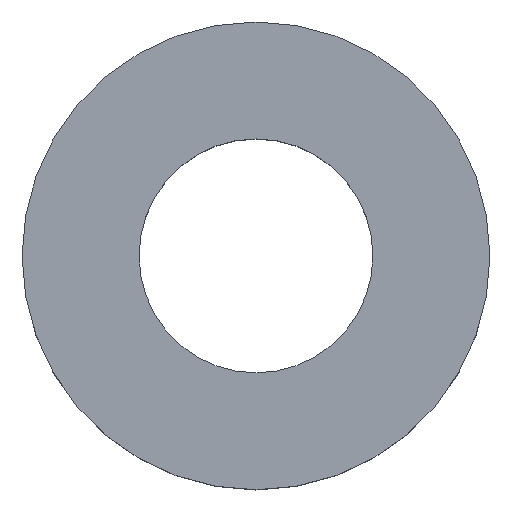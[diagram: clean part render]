
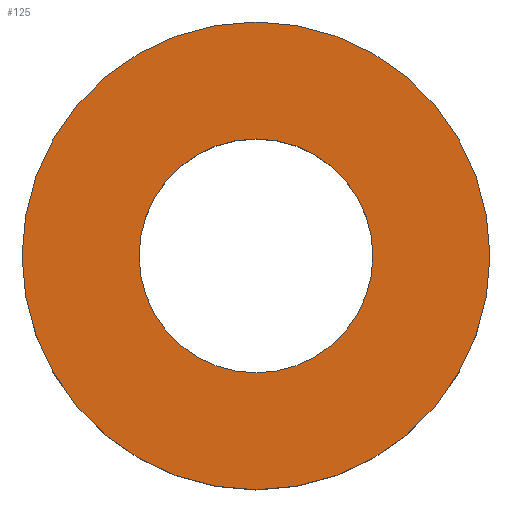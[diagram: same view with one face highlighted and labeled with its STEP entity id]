
A CAD part, top view. The second image highlights one B-rep face of the part: STEP entity #125.
In plain terms, the highlighted planar face has unit normal (0, 0, 1).
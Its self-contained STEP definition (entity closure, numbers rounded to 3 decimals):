
#4 = CIRCLE ( 'NONE', #108, 5.5 ) ;
#12 = DIRECTION ( 'NONE',  ( 1., 0., 0. ) ) ;
#20 = VERTEX_POINT ( 'NONE', #25 ) ;
#25 = CARTESIAN_POINT ( 'NONE',  ( 5.5, 0., 1.5 ) ) ;
#27 = CARTESIAN_POINT ( 'NONE',  ( 0., 0., 1.5 ) ) ;
#29 = CARTESIAN_POINT ( 'NONE',  ( -5.5, 0., 1.5 ) ) ;
#41 = PLANE ( 'NONE',  #113 ) ;
#43 = EDGE_CURVE ( 'NONE', #179, #20, #182, .T. ) ;
#59 = VERTEX_POINT ( 'NONE', #189 ) ;
#73 = ORIENTED_EDGE ( 'NONE', *, *, #204, .F. ) ;
#74 = ORIENTED_EDGE ( 'NONE', *, *, #139, .F. ) ;
#77 = CARTESIAN_POINT ( 'NONE',  ( 0., 0., 1.5 ) ) ;
#94 = VERTEX_POINT ( 'NONE', #171 ) ;
#95 = DIRECTION ( 'NONE',  ( 0., 0., -1. ) ) ;
#98 = DIRECTION ( 'NONE',  ( 1., 0., 0. ) ) ;
#108 = AXIS2_PLACEMENT_3D ( 'NONE', #146, #169, #98 ) ;
#109 = EDGE_CURVE ( 'NONE', #20, #179, #4, .T. ) ;
#111 = CARTESIAN_POINT ( 'NONE',  ( 0., 0., 1.5 ) ) ;
#113 = AXIS2_PLACEMENT_3D ( 'NONE', #152, #95, #131 ) ;
#114 = DIRECTION ( 'NONE',  ( 0., 0., 1. ) ) ;
#118 = ORIENTED_EDGE ( 'NONE', *, *, #109, .T. ) ;
#125 = ADVANCED_FACE ( 'NONE', ( #190, #151 ), #41, .F. ) ;
#126 = EDGE_LOOP ( 'NONE', ( #74, #73 ) ) ;
#128 = CIRCLE ( 'NONE', #172, 2.75 ) ;
#131 = DIRECTION ( 'NONE',  ( -1., 0., 0. ) ) ;
#133 = AXIS2_PLACEMENT_3D ( 'NONE', #27, #114, #206 ) ;
#139 = EDGE_CURVE ( 'NONE', #59, #94, #141, .T. ) ;
#141 = CIRCLE ( 'NONE', #133, 2.75 ) ;
#142 = DIRECTION ( 'NONE',  ( 1., 0., 0. ) ) ;
#144 = DIRECTION ( 'NONE',  ( 0., 0., 1. ) ) ;
#146 = CARTESIAN_POINT ( 'NONE',  ( 0., 0., 1.5 ) ) ;
#150 = DIRECTION ( 'NONE',  ( 0., 0., 1. ) ) ;
#151 = FACE_OUTER_BOUND ( 'NONE', #178, .T. ) ;
#152 = CARTESIAN_POINT ( 'NONE',  ( 0., 2.75, 1.5 ) ) ;
#161 = AXIS2_PLACEMENT_3D ( 'NONE', #77, #144, #142 ) ;
#169 = DIRECTION ( 'NONE',  ( 0., 0., 1. ) ) ;
#171 = CARTESIAN_POINT ( 'NONE',  ( -2.75, 0., 1.5 ) ) ;
#172 = AXIS2_PLACEMENT_3D ( 'NONE', #111, #150, #12 ) ;
#178 = EDGE_LOOP ( 'NONE', ( #118, #186 ) ) ;
#179 = VERTEX_POINT ( 'NONE', #29 ) ;
#182 = CIRCLE ( 'NONE', #161, 5.5 ) ;
#186 = ORIENTED_EDGE ( 'NONE', *, *, #43, .T. ) ;
#189 = CARTESIAN_POINT ( 'NONE',  ( 2.75, 0., 1.5 ) ) ;
#190 = FACE_BOUND ( 'NONE', #126, .T. ) ;
#204 = EDGE_CURVE ( 'NONE', #94, #59, #128, .T. ) ;
#206 = DIRECTION ( 'NONE',  ( 1., 0., 0. ) ) ;
